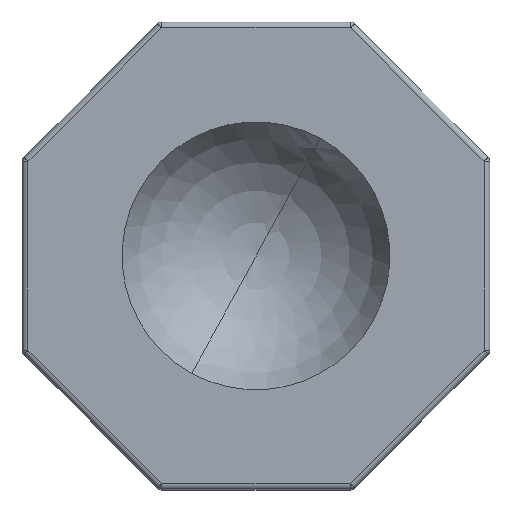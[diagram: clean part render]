
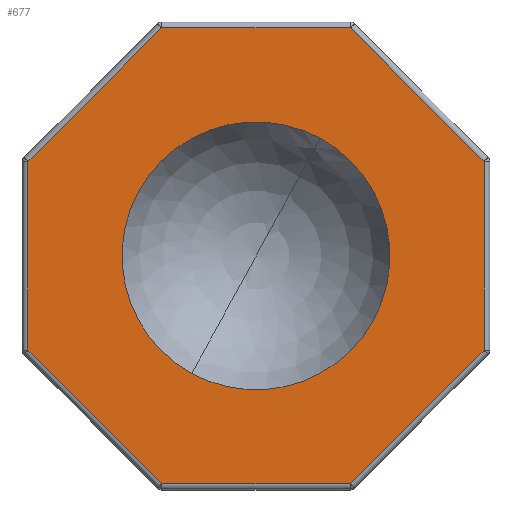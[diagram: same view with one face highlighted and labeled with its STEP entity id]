
A CAD part, top view. The second image highlights one B-rep face of the part: STEP entity #677.
In plain terms, the highlighted planar face has unit normal (0, 0, 1).
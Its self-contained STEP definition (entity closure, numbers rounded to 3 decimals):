
#58=CARTESIAN_POINT('Control Point',(-10.985,-20.108,30.)) ;
#59=CARTESIAN_POINT('Control Point',(-14.83,-18.007,30.)) ;
#60=CARTESIAN_POINT('Control Point',(-18.174,-14.987,30.)) ;
#61=CARTESIAN_POINT('Control Point',(-20.72,-11.206,30.)) ;
#62=CARTESIAN_POINT('Control Point',(-23.032,-4.856,30.)) ;
#63=CARTESIAN_POINT('Control Point',(-23.003,1.763,30.)) ;
#64=CARTESIAN_POINT('Control Point',(-22.729,3.958,30.)) ;
#65=CARTESIAN_POINT('Control Point',(-21.126,10.381,30.)) ;
#66=CARTESIAN_POINT('Control Point',(-17.32,15.966,30.)) ;
#67=CARTESIAN_POINT('Control Point',(-13.921,19.003,30.)) ;
#68=CARTESIAN_POINT('Control Point',(-6.807,22.758,30.)) ;
#69=CARTESIAN_POINT('Control Point',(1.136,23.279,30.)) ;
#70=CARTESIAN_POINT('Control Point',(4.634,22.841,30.)) ;
#71=CARTESIAN_POINT('Control Point',(7.965,21.758,30.)) ;
#72=CARTESIAN_POINT('Control Point',(10.985,20.108,30.)) ;
#73=CARTESIAN_POINT('Vertex',(-10.985,-20.108,30.)) ;
#75=CARTESIAN_POINT('Vertex',(10.985,20.108,30.)) ;
#97=CARTESIAN_POINT('Control Point',(10.985,20.108,30.)) ;
#98=CARTESIAN_POINT('Control Point',(14.83,18.007,30.)) ;
#99=CARTESIAN_POINT('Control Point',(18.174,14.987,30.)) ;
#100=CARTESIAN_POINT('Control Point',(20.72,11.206,30.)) ;
#101=CARTESIAN_POINT('Control Point',(23.032,4.856,30.)) ;
#102=CARTESIAN_POINT('Control Point',(23.003,-1.763,30.)) ;
#103=CARTESIAN_POINT('Control Point',(22.729,-3.958,30.)) ;
#104=CARTESIAN_POINT('Control Point',(21.126,-10.381,30.)) ;
#105=CARTESIAN_POINT('Control Point',(17.32,-15.966,30.)) ;
#106=CARTESIAN_POINT('Control Point',(13.921,-19.003,30.)) ;
#107=CARTESIAN_POINT('Control Point',(6.807,-22.758,30.)) ;
#108=CARTESIAN_POINT('Control Point',(-1.136,-23.279,30.)) ;
#109=CARTESIAN_POINT('Control Point',(-4.634,-22.841,30.)) ;
#110=CARTESIAN_POINT('Control Point',(-7.965,-21.758,30.)) ;
#111=CARTESIAN_POINT('Control Point',(-10.985,-20.108,30.)) ;
#128=CARTESIAN_POINT('Vertex',(16.154,39.,30.)) ;
#144=CARTESIAN_POINT('Vertex',(-16.154,39.,30.)) ;
#147=CARTESIAN_POINT('Line Origine',(0.,39.,30.)) ;
#611=CARTESIAN_POINT('Axis2P3D Location',(0.,0.,30.)) ;
#616=CARTESIAN_POINT('Line Origine',(-27.577,27.577,30.)) ;
#620=CARTESIAN_POINT('Vertex',(-39.,16.154,30.)) ;
#623=CARTESIAN_POINT('Line Origine',(-39.,0.,30.)) ;
#627=CARTESIAN_POINT('Vertex',(-39.,-16.154,30.)) ;
#630=CARTESIAN_POINT('Line Origine',(-27.577,-27.577,30.)) ;
#634=CARTESIAN_POINT('Vertex',(-16.154,-39.,30.)) ;
#637=CARTESIAN_POINT('Line Origine',(0.,-39.,30.)) ;
#641=CARTESIAN_POINT('Vertex',(16.154,-39.,30.)) ;
#644=CARTESIAN_POINT('Line Origine',(27.577,-27.577,30.)) ;
#648=CARTESIAN_POINT('Vertex',(39.,-16.154,30.)) ;
#651=CARTESIAN_POINT('Line Origine',(39.,0.,30.)) ;
#655=CARTESIAN_POINT('Vertex',(39.,16.154,30.)) ;
#658=CARTESIAN_POINT('Line Origine',(27.577,27.577,30.)) ;
#148=DIRECTION('Vector Direction',(1.,0.,0.)) ;
#612=DIRECTION('Axis2P3D Direction',(0.,0.,1.)) ;
#613=DIRECTION('Axis2P3D XDirection',(1.,0.,0.)) ;
#617=DIRECTION('Vector Direction',(-0.707,-0.707,0.)) ;
#624=DIRECTION('Vector Direction',(0.,1.,0.)) ;
#631=DIRECTION('Vector Direction',(0.707,-0.707,0.)) ;
#638=DIRECTION('Vector Direction',(1.,0.,0.)) ;
#645=DIRECTION('Vector Direction',(0.707,0.707,0.)) ;
#652=DIRECTION('Vector Direction',(0.,-1.,0.)) ;
#659=DIRECTION('Vector Direction',(-0.707,0.707,0.)) ;
#614=AXIS2_PLACEMENT_3D('Plane Axis2P3D',#611,#612,#613) ;
#664=ORIENTED_EDGE('',*,*,#151,.T.) ;
#665=ORIENTED_EDGE('',*,*,#622,.T.) ;
#666=ORIENTED_EDGE('',*,*,#629,.T.) ;
#667=ORIENTED_EDGE('',*,*,#636,.T.) ;
#668=ORIENTED_EDGE('',*,*,#643,.T.) ;
#669=ORIENTED_EDGE('',*,*,#650,.T.) ;
#670=ORIENTED_EDGE('',*,*,#657,.T.) ;
#671=ORIENTED_EDGE('',*,*,#662,.T.) ;
#674=ORIENTED_EDGE('',*,*,#77,.T.) ;
#675=ORIENTED_EDGE('',*,*,#112,.T.) ;
#676=FACE_BOUND('',#673,.T.) ;
#149=VECTOR('Line Direction',#148,1.) ;
#618=VECTOR('Line Direction',#617,1.) ;
#625=VECTOR('Line Direction',#624,1.) ;
#632=VECTOR('Line Direction',#631,1.) ;
#639=VECTOR('Line Direction',#638,1.) ;
#646=VECTOR('Line Direction',#645,1.) ;
#653=VECTOR('Line Direction',#652,1.) ;
#660=VECTOR('Line Direction',#659,1.) ;
#677=ADVANCED_FACE('PartBody',(#672,#676),#615,.T.) ;
#57=B_SPLINE_CURVE_WITH_KNOTS('',5,(#58,#59,#60,#61,#62,#63,#64,#65,#66,#67,#68,#69,#70,#71,#72),.UNSPECIFIED.,.F.,.U.,(6,3,3,3,6),(0.,32.426,48.64,81.067,106.536),.UNSPECIFIED.) ;
#96=B_SPLINE_CURVE_WITH_KNOTS('',5,(#97,#98,#99,#100,#101,#102,#103,#104,#105,#106,#107,#108,#109,#110,#111),.UNSPECIFIED.,.F.,.U.,(6,3,3,3,6),(0.,32.426,48.64,81.067,106.536),.UNSPECIFIED.) ;
#77=EDGE_CURVE('',#74,#76,#57,.T.) ;
#112=EDGE_CURVE('',#76,#74,#96,.T.) ;
#151=EDGE_CURVE('',#129,#145,#150,.F.) ;
#622=EDGE_CURVE('',#145,#621,#619,.T.) ;
#629=EDGE_CURVE('',#621,#628,#626,.F.) ;
#636=EDGE_CURVE('',#628,#635,#633,.T.) ;
#643=EDGE_CURVE('',#635,#642,#640,.T.) ;
#650=EDGE_CURVE('',#642,#649,#647,.T.) ;
#657=EDGE_CURVE('',#649,#656,#654,.F.) ;
#662=EDGE_CURVE('',#656,#129,#661,.T.) ;
#663=EDGE_LOOP('',(#664,#665,#666,#667,#668,#669,#670,#671)) ;
#673=EDGE_LOOP('',(#674,#675)) ;
#672=FACE_OUTER_BOUND('',#663,.T.) ;
#150=LINE('Line',#147,#149) ;
#619=LINE('Line',#616,#618) ;
#626=LINE('Line',#623,#625) ;
#633=LINE('Line',#630,#632) ;
#640=LINE('Line',#637,#639) ;
#647=LINE('Line',#644,#646) ;
#654=LINE('Line',#651,#653) ;
#661=LINE('Line',#658,#660) ;
#615=PLANE('Plane',#614) ;
#74=VERTEX_POINT('',#73) ;
#76=VERTEX_POINT('',#75) ;
#129=VERTEX_POINT('',#128) ;
#145=VERTEX_POINT('',#144) ;
#621=VERTEX_POINT('',#620) ;
#628=VERTEX_POINT('',#627) ;
#635=VERTEX_POINT('',#634) ;
#642=VERTEX_POINT('',#641) ;
#649=VERTEX_POINT('',#648) ;
#656=VERTEX_POINT('',#655) ;
